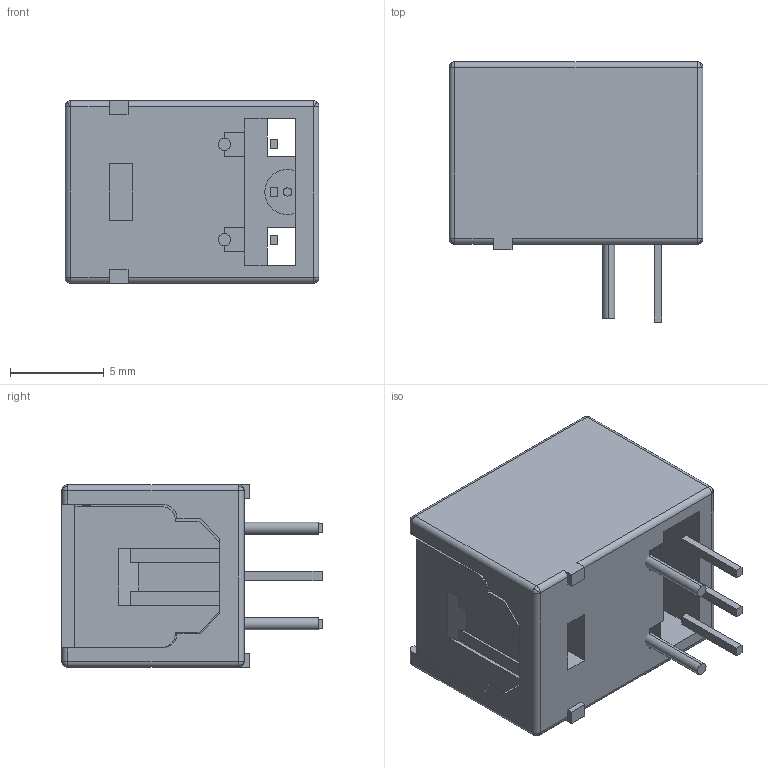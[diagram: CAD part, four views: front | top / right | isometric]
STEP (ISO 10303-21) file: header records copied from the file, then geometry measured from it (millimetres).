
FILE_DESCRIPTION((''),'2;1');
FILE_NAME('PLT133-T10W_ASM__1203','2015-12-08T',('kenchen'),(''),'PRO/ENGINEER BY PARAMETRIC TECHNOLOGY CORPORATION, 2009360','PRO/ENGINEER BY PARAMETRIC TECHNOLOGY CORPORATION, 2009360','');
FILE_SCHEMA(('CONFIG_CONTROL_DESIGN'));
Length unit declared in the file: millimetre
Products named in the file (1): PLT133-T10W_ASM__1203
Bounding box: 13.5 x 13.85 x 9.7 mm (x, y, z)
Volume: 5.2 mm3; surface area: 1200.8 mm2
Topology: 5 solids, 7 shells, 136 faces, 391 edges, 246 vertices
Faces by surface type: plane 91, cylinder 29, sphere 16
Entity records: 4313 total; most frequent: CARTESIAN_POINT 802, DIRECTION 721, ORIENTED_EDGE 663, EDGE_CURVE 375, VECTOR 295, LINE 295, VERTEX_POINT 246, AXIS2_PLACEMENT_3D 213
